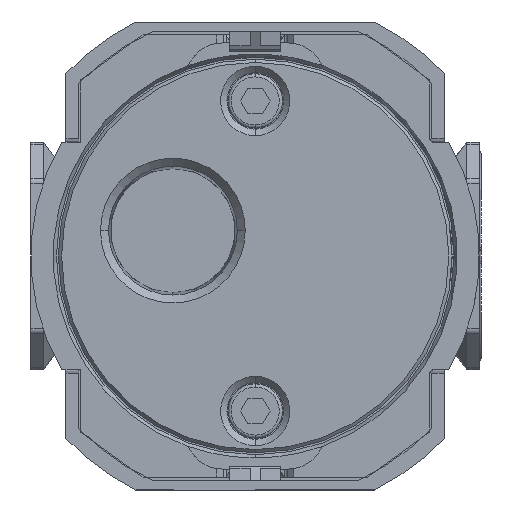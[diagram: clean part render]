
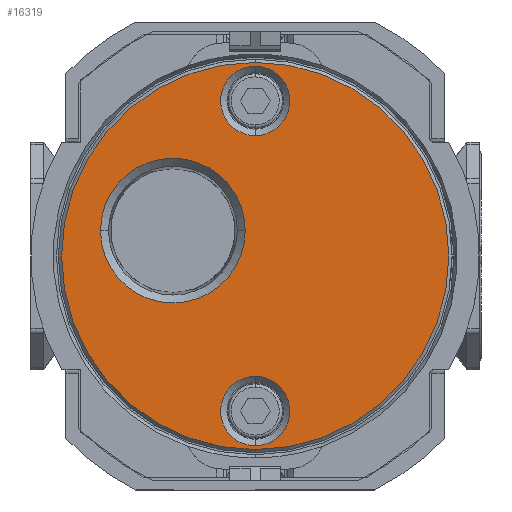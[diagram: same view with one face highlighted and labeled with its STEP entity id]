
A CAD part, front view. The second image highlights one B-rep face of the part: STEP entity #16319.
In plain terms, the highlighted planar face has unit normal (0, -1, 0).
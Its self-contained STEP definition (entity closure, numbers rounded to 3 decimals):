
#102 = VERTEX_POINT ( 'NONE', #34104 ) ;
#626 = DIRECTION ( 'NONE',  ( 0., 1., 0. ) ) ;
#755 = DIRECTION ( 'NONE',  ( 0., 0., 1. ) ) ;
#929 = DIRECTION ( 'NONE',  ( 0., 0., 1. ) ) ;
#1035 = DIRECTION ( 'NONE',  ( 0., 0., -1. ) ) ;
#1320 = CIRCLE ( 'NONE', #29445, 5.4 ) ;
#2493 = CARTESIAN_POINT ( 'NONE',  ( 0., -17.5, 18.785 ) ) ;
#3059 = ORIENTED_EDGE ( 'NONE', *, *, #3533, .F. ) ;
#3471 = VERTEX_POINT ( 'NONE', #16417 ) ;
#3533 = EDGE_CURVE ( 'NONE', #22333, #3471, #7906, .T. ) ;
#4178 = AXIS2_PLACEMENT_3D ( 'NONE', #17803, #11732, #35609 ) ;
#4299 = DIRECTION ( 'NONE',  ( 0., -1., 0. ) ) ;
#4393 = EDGE_CURVE ( 'NONE', #3471, #22333, #25507, .T. ) ;
#4614 = CARTESIAN_POINT ( 'NONE',  ( 0., -17.5, 30.2 ) ) ;
#4962 = DIRECTION ( 'NONE',  ( 0., 0., -1. ) ) ;
#5282 = CIRCLE ( 'NONE', #10915, 30.2 ) ;
#5933 = CARTESIAN_POINT ( 'NONE',  ( 0., -17.5, -24.185 ) ) ;
#7425 = EDGE_LOOP ( 'NONE', ( #3059, #11781 ) ) ;
#7906 = CIRCLE ( 'NONE', #33012, 11.288 ) ;
#8682 = CARTESIAN_POINT ( 'NONE',  ( 0., -17.5, -29.585 ) ) ;
#9162 = EDGE_LOOP ( 'NONE', ( #20097, #18278 ) ) ;
#9632 = DIRECTION ( 'NONE',  ( 0., -1., 0. ) ) ;
#9969 = VERTEX_POINT ( 'NONE', #2493 ) ;
#10094 = CARTESIAN_POINT ( 'NONE',  ( 0., -17.5, 0. ) ) ;
#10535 = CARTESIAN_POINT ( 'NONE',  ( -12.838, -17.5, 3.959 ) ) ;
#10915 = AXIS2_PLACEMENT_3D ( 'NONE', #10094, #15990, #929 ) ;
#11732 = DIRECTION ( 'NONE',  ( 0., -1., 0. ) ) ;
#11781 = ORIENTED_EDGE ( 'NONE', *, *, #4393, .F. ) ;
#11901 = PLANE ( 'NONE',  #17685 ) ;
#12748 = CARTESIAN_POINT ( 'NONE',  ( 0., -17.5, 24.185 ) ) ;
#13096 = CIRCLE ( 'NONE', #18090, 30.2 ) ;
#13674 = CARTESIAN_POINT ( 'NONE',  ( -12.838, -17.5, 3.959 ) ) ;
#13877 = CARTESIAN_POINT ( 'NONE',  ( 0., -17.5, -30.2 ) ) ;
#14227 = AXIS2_PLACEMENT_3D ( 'NONE', #20027, #19832, #4962 ) ;
#15437 = FACE_BOUND ( 'NONE', #30529, .T. ) ;
#15502 = ORIENTED_EDGE ( 'NONE', *, *, #23906, .F. ) ;
#15990 = DIRECTION ( 'NONE',  ( 0., 1., 0. ) ) ;
#16319 = ADVANCED_FACE ( 'NONE', ( #33049, #15437, #20917, #24236 ), #11901, .F. ) ;
#16417 = CARTESIAN_POINT ( 'NONE',  ( -24.126, -17.5, 3.959 ) ) ;
#17604 = EDGE_LOOP ( 'NONE', ( #15502, #22799 ) ) ;
#17685 = AXIS2_PLACEMENT_3D ( 'NONE', #32863, #35784, #755 ) ;
#17803 = CARTESIAN_POINT ( 'NONE',  ( 0., -17.5, -24.185 ) ) ;
#18090 = AXIS2_PLACEMENT_3D ( 'NONE', #27438, #626, #35847 ) ;
#18278 = ORIENTED_EDGE ( 'NONE', *, *, #34313, .F. ) ;
#18554 = CIRCLE ( 'NONE', #4178, 5.4 ) ;
#19832 = DIRECTION ( 'NONE',  ( 0., -1., 0. ) ) ;
#20027 = CARTESIAN_POINT ( 'NONE',  ( 0., -17.5, 24.185 ) ) ;
#20097 = ORIENTED_EDGE ( 'NONE', *, *, #30020, .F. ) ;
#20146 = ORIENTED_EDGE ( 'NONE', *, *, #22720, .F. ) ;
#20917 = FACE_BOUND ( 'NONE', #17604, .T. ) ;
#21754 = DIRECTION ( 'NONE',  ( 0., 0., -1. ) ) ;
#22333 = VERTEX_POINT ( 'NONE', #31153 ) ;
#22422 = EDGE_CURVE ( 'NONE', #29077, #9969, #26634, .T. ) ;
#22673 = DIRECTION ( 'NONE',  ( 1., 0., 0. ) ) ;
#22720 = EDGE_CURVE ( 'NONE', #102, #32819, #18554, .T. ) ;
#22799 = ORIENTED_EDGE ( 'NONE', *, *, #22422, .F. ) ;
#23906 = EDGE_CURVE ( 'NONE', #9969, #29077, #35481, .T. ) ;
#24236 = FACE_BOUND ( 'NONE', #7425, .T. ) ;
#25507 = CIRCLE ( 'NONE', #27991, 11.288 ) ;
#26634 = CIRCLE ( 'NONE', #33508, 5.4 ) ;
#27438 = CARTESIAN_POINT ( 'NONE',  ( 0., -17.5, 0. ) ) ;
#27991 = AXIS2_PLACEMENT_3D ( 'NONE', #10535, #4299, #34612 ) ;
#29077 = VERTEX_POINT ( 'NONE', #32921 ) ;
#29445 = AXIS2_PLACEMENT_3D ( 'NONE', #5933, #9632, #1035 ) ;
#30020 = EDGE_CURVE ( 'NONE', #33796, #31918, #5282, .T. ) ;
#30529 = EDGE_LOOP ( 'NONE', ( #30804, #20146 ) ) ;
#30804 = ORIENTED_EDGE ( 'NONE', *, *, #37087, .F. ) ;
#31114 = DIRECTION ( 'NONE',  ( 0., -1., 0. ) ) ;
#31153 = CARTESIAN_POINT ( 'NONE',  ( -1.551, -17.5, 3.959 ) ) ;
#31918 = VERTEX_POINT ( 'NONE', #13877 ) ;
#32819 = VERTEX_POINT ( 'NONE', #8682 ) ;
#32863 = CARTESIAN_POINT ( 'NONE',  ( 30.2, -17.5, 0. ) ) ;
#32921 = CARTESIAN_POINT ( 'NONE',  ( 0., -17.5, 29.585 ) ) ;
#33012 = AXIS2_PLACEMENT_3D ( 'NONE', #13674, #31114, #22673 ) ;
#33049 = FACE_OUTER_BOUND ( 'NONE', #9162, .T. ) ;
#33508 = AXIS2_PLACEMENT_3D ( 'NONE', #12748, #36625, #21754 ) ;
#33796 = VERTEX_POINT ( 'NONE', #4614 ) ;
#34104 = CARTESIAN_POINT ( 'NONE',  ( 0., -17.5, -18.785 ) ) ;
#34313 = EDGE_CURVE ( 'NONE', #31918, #33796, #13096, .T. ) ;
#34612 = DIRECTION ( 'NONE',  ( 1., 0., 0. ) ) ;
#35481 = CIRCLE ( 'NONE', #14227, 5.4 ) ;
#35609 = DIRECTION ( 'NONE',  ( 0., 0., -1. ) ) ;
#35784 = DIRECTION ( 'NONE',  ( 0., 1., 0. ) ) ;
#35847 = DIRECTION ( 'NONE',  ( 0., 0., 1. ) ) ;
#36625 = DIRECTION ( 'NONE',  ( 0., -1., 0. ) ) ;
#37087 = EDGE_CURVE ( 'NONE', #32819, #102, #1320, .T. ) ;
